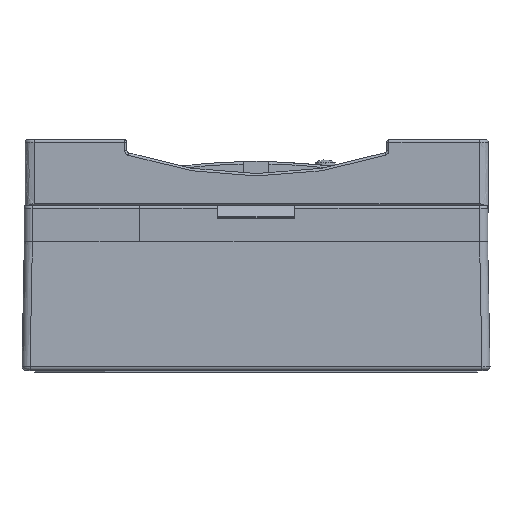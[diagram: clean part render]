
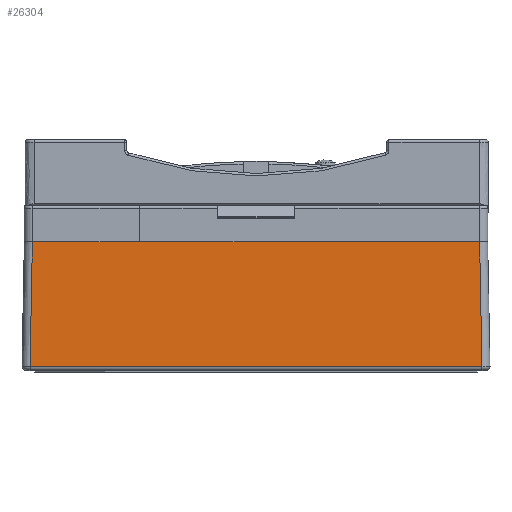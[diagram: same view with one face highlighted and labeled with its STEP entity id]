
A CAD part, left-side view. The second image highlights one B-rep face of the part: STEP entity #26304.
In plain terms, the highlighted free-form (B-spline) face has degree [1, 1] with [2, 2] control points.
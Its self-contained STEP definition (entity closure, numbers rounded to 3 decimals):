
#23836=CARTESIAN_POINT('',(-22.15,14.5,16.2));
#23837=VERTEX_POINT('',#23836);
#23846=CARTESIAN_POINT('',(-22.15,14.45,16.2));
#23847=VERTEX_POINT('',#23846);
#23848=CARTESIAN_POINT('',(-22.15,14.45,16.2));
#23849=DIRECTION('',(0.0,1.0,0.0));
#23850=VECTOR('',#23849,0.05);
#23851=LINE('',#23848,#23850);
#23852=EDGE_CURVE('',#23847,#23837,#23851,.T.);
#23911=CARTESIAN_POINT('',(-22.15,27.8,16.2));
#23912=VERTEX_POINT('',#23911);
#24097=CARTESIAN_POINT('',(-22.392,28.091,0.708));
#24098=VERTEX_POINT('',#24097);
#24419=CARTESIAN_POINT('',(-22.15,27.8,16.2));
#24420=DIRECTION('',(-0.016,0.019,-1.));
#24421=VECTOR('',#24420,15.497);
#24422=LINE('',#24419,#24421);
#24423=EDGE_CURVE('',#23912,#24098,#24422,.T.);
#25668=CARTESIAN_POINT('',(-22.15,-27.8,16.2));
#25669=VERTEX_POINT('',#25668);
#25761=CARTESIAN_POINT('',(-22.392,-28.091,0.708));
#25762=VERTEX_POINT('',#25761);
#25763=CARTESIAN_POINT('',(-22.392,28.091,0.708));
#25764=DIRECTION('',(0.0,-1.0,0.0));
#25765=VECTOR('',#25764,56.182);
#25766=LINE('',#25763,#25765);
#25767=EDGE_CURVE('',#24098,#25762,#25766,.T.);
#26260=CARTESIAN_POINT('',(-22.392,-28.091,0.708));
#26261=CARTESIAN_POINT('',(-22.15,-28.091,16.2));
#26262=CARTESIAN_POINT('',(-22.392,28.091,0.708));
#26263=CARTESIAN_POINT('',(-22.15,28.091,16.2));
#26264=B_SPLINE_SURFACE_WITH_KNOTS('',1,1,((#26260,#26262),(#26261,#26263)),.UNSPECIFIED.,.F.,.F.,.U.,(2,2),(2,2),(0.0,15.494),(0.0,56.182),.UNSPECIFIED.);
#26265=CARTESIAN_POINT('',(-22.15,-27.8,16.2));
#26266=VERTEX_POINT('',#26265);
#26267=CARTESIAN_POINT('',(-22.15,-27.8,16.2));
#26268=DIRECTION('',(0.0,1.0,0.0));
#26269=VECTOR('',#26268,42.25);
#26270=LINE('',#26267,#26269);
#26271=EDGE_CURVE('',#26266,#23847,#26270,.T.);
#26272=ORIENTED_EDGE('',*,*,#26271,.T.);
#26273=ORIENTED_EDGE('',*,*,#23852,.T.);
#26274=CARTESIAN_POINT('',(-22.15,27.8,16.2));
#26275=VERTEX_POINT('',#26274);
#26276=CARTESIAN_POINT('',(-22.15,14.5,16.2));
#26277=DIRECTION('',(0.0,1.0,0.0));
#26278=VECTOR('',#26277,13.3);
#26279=LINE('',#26276,#26278);
#26280=EDGE_CURVE('',#23837,#26275,#26279,.T.);
#26281=ORIENTED_EDGE('',*,*,#26280,.T.);
#26282=CARTESIAN_POINT('',(-22.15,27.8,16.2));
#26283=DIRECTION('',(0.0,1.0,0.0));
#26284=VECTOR('',#26283,0.);
#26285=LINE('',#26282,#26284);
#26286=EDGE_CURVE('',#26275,#23912,#26285,.T.);
#26287=ORIENTED_EDGE('',*,*,#26286,.T.);
#26288=ORIENTED_EDGE('',*,*,#24423,.T.);
#26289=ORIENTED_EDGE('',*,*,#25767,.T.);
#26290=CARTESIAN_POINT('',(-22.392,-28.091,0.708));
#26291=DIRECTION('',(0.016,0.019,1.));
#26292=VECTOR('',#26291,15.497);
#26293=LINE('',#26290,#26292);
#26294=EDGE_CURVE('',#25762,#25669,#26293,.T.);
#26295=ORIENTED_EDGE('',*,*,#26294,.T.);
#26296=CARTESIAN_POINT('',(-22.15,-27.8,16.2));
#26297=DIRECTION('',(0.0,1.0,0.0));
#26298=VECTOR('',#26297,0.);
#26299=LINE('',#26296,#26298);
#26300=EDGE_CURVE('',#25669,#26266,#26299,.T.);
#26301=ORIENTED_EDGE('',*,*,#26300,.T.);
#26302=EDGE_LOOP('',(#26272,#26273,#26281,#26287,#26288,#26289,#26295,#26301));
#26303=FACE_OUTER_BOUND('',#26302,.T.);
#26304=ADVANCED_FACE('',(#26303),#26264,.T.);
